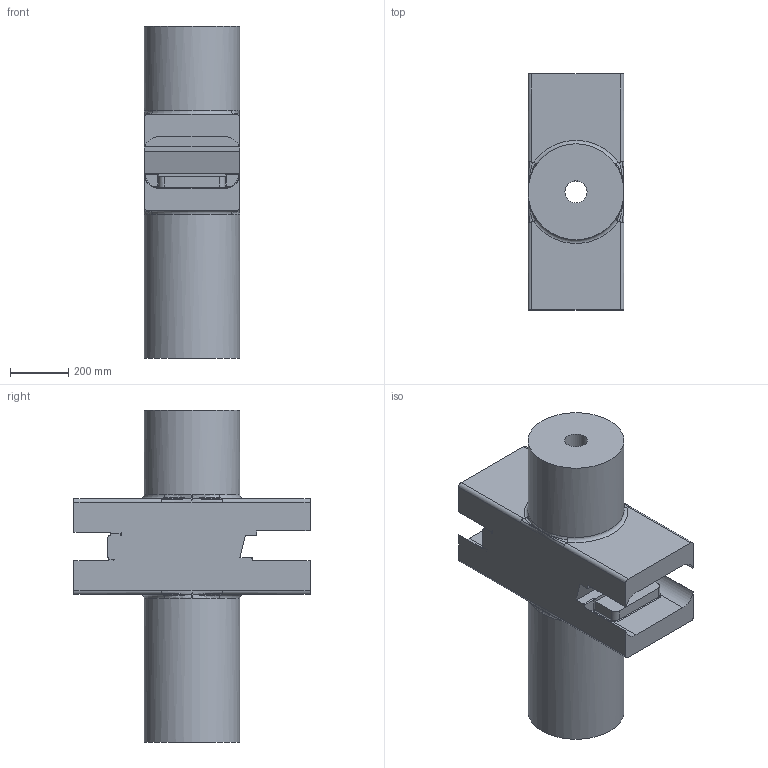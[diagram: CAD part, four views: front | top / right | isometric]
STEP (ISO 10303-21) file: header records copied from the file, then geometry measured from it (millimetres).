
FILE_DESCRIPTION(/* description */ (''),/* implementation_level */ '2;1');
FILE_NAME(/* name */ 'FluidDomain2.stp',/* time_stamp */ '2019-04-02T14:38:08-05:00',/* author */ ('dbarre5'),/* organization */ (''),/* preprocessor_version */ 'ST-DEVELOPER v17',/* originating_system */ 'Autodesk Inventor 2018',/* authorisation */ '');
FILE_SCHEMA (('AUTOMOTIVE_DESIGN { 1 0 10303 214 3 1 1 }'));
Length unit declared in the file: inch
Products named in the file (1): FluidDomain2
Bounding box: 330.22 x 812.8 x 1143 mm (x, y, z)
Volume: 133602899.4 mm3; surface area: 2666575.2 mm2
Topology: 1 solids, 1 shells, 144 faces, 374 edges, 232 vertices
Faces by surface type: plane 50, bspline 40, cylinder 38, torus 14, sphere 2
Full cylindrical faces by diameter (mm): 76.2 x1, 330.2 x2
Entity records: 12438 total; most frequent: CARTESIAN_POINT 9054, ORIENTED_EDGE 748, DIRECTION 632, EDGE_CURVE 374, AXIS2_PLACEMENT_3D 233, VERTEX_POINT 232, LINE 166, VECTOR 166
